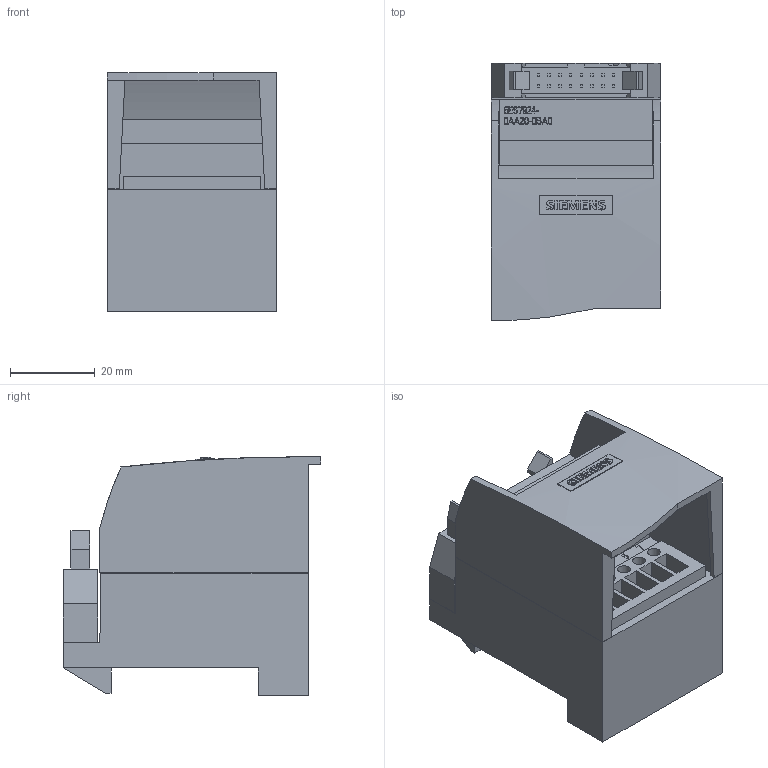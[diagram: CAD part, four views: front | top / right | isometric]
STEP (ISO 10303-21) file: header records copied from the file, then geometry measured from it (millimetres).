
FILE_DESCRIPTION(/* description */ (''),/* implementation_level */ '2;1');
FILE_NAME(/* name */ '6ES7924-0AA20-0BA0_3d.stp',/* time_stamp */ '2025-03-18T10:47:55+02:00',/* author */ (''),/* organization */ (''),/* preprocessor_version */ 'ST-DEVELOPER v18.102',/* originating_system */ 'SIEMENS PLM Software NX 2023',/* authorisation */ '');
FILE_SCHEMA (('AUTOMOTIVE_DESIGN { 1 0 10303 214 3 1 1 1 }'));
Length unit declared in the file: millimetre
Products named in the file (1): A5F00133885T_RS-AA_001_1-6ES7924-0AA20-0BA0-low
Bounding box: 40 x 61.01 x 56.5 mm (x, y, z)
Volume: 67642.9 mm3; surface area: 37417.1 mm2
Topology: 6 solids, 6 shells, 659 faces, 1639 edges, 1090 vertices
Faces by surface type: plane 568, extrusion 72, cylinder 19
Full cylindrical faces by diameter (mm): 3 x12
Entity records: 35850 total; most frequent: CARTESIAN_POINT 17009, ORIENTED_EDGE 3232, DIRECTION 2381, EDGE_CURVE 1616, VERTEX_POINT 1090, VECTOR 1017, LINE 945, EDGE_LOOP 780
